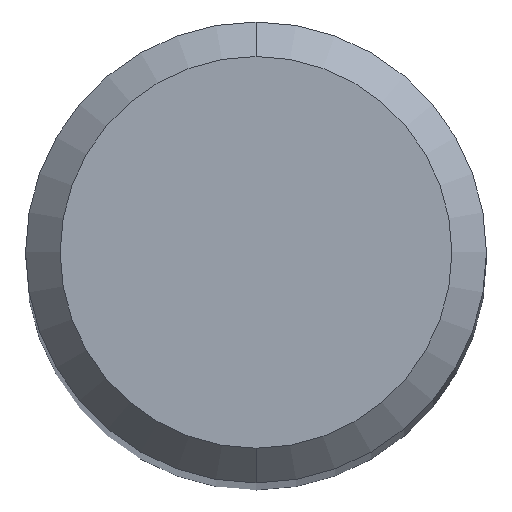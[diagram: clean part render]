
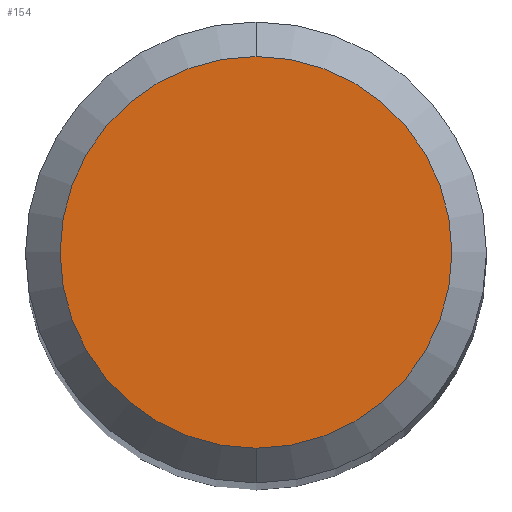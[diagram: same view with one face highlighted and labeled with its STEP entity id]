
A CAD part, top view. The second image highlights one B-rep face of the part: STEP entity #154.
In plain terms, the highlighted planar face has unit normal (0, 0, 1).
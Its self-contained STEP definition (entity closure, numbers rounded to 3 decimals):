
#120=EDGE_CURVE('',#134,#144,#276,.T.);
#122=EDGE_CURVE('',#144,#134,#278,.T.);
#134=VERTEX_POINT('',#291);
#144=VERTEX_POINT('',#302);
#154=ADVANCED_FACE('',(#312),#313,.T.);
#276=CIRCLE('',#446,1.7);
#278=CIRCLE('',#449,1.7);
#291=CARTESIAN_POINT('',(0.0,1.7,0.0));
#302=CARTESIAN_POINT('',(0.,-1.7,0.0));
#312=FACE_OUTER_BOUND('',#488,.T.);
#313=PLANE('',#489);
#446=AXIS2_PLACEMENT_3D('',#638,#639,#640);
#449=AXIS2_PLACEMENT_3D('',#641,#642,#643);
#488=EDGE_LOOP('',(#671,#672));
#489=AXIS2_PLACEMENT_3D('',#673,#674,#675);
#638=CARTESIAN_POINT('',(0.0,0.0,0.0));
#639=DIRECTION('',(0.0,0.0,-1.0));
#640=DIRECTION('',(0.0,1.0,0.0));
#641=CARTESIAN_POINT('',(0.0,0.0,0.0));
#642=DIRECTION('',(0.0,0.0,-1.0));
#643=DIRECTION('',(0.0,1.0,0.0));
#671=ORIENTED_EDGE('',*,*,#120,.F.);
#672=ORIENTED_EDGE('',*,*,#122,.F.);
#673=CARTESIAN_POINT('',(0.0,0.85,0.0));
#674=DIRECTION('',(-0.0,0.0,1.0));
#675=DIRECTION('',(0.0,-1.0,0.0));
